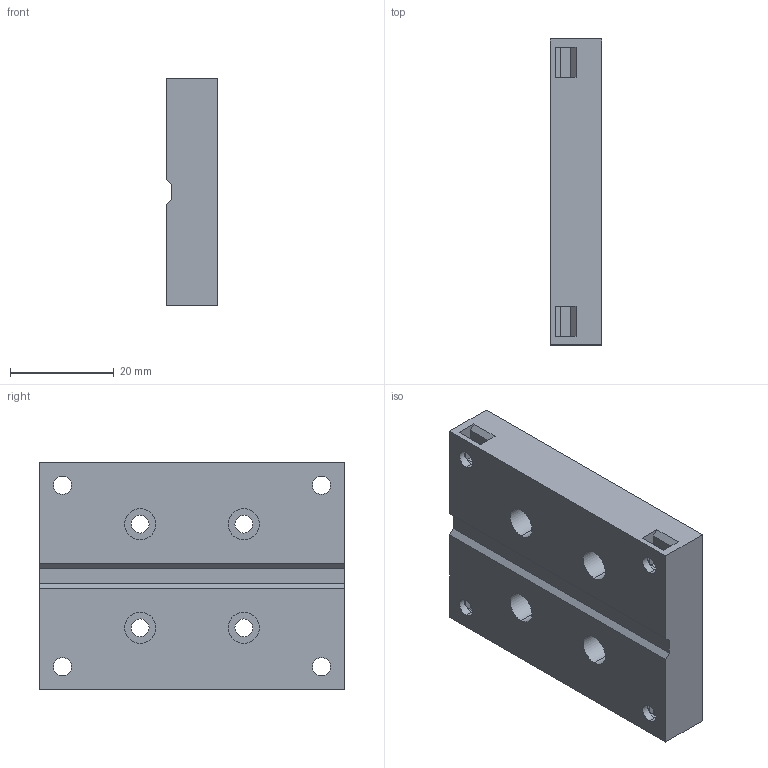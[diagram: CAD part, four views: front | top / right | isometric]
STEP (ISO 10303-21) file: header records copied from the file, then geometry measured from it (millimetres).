
FILE_DESCRIPTION (( 'STEP AP214' ), '1' );
FILE_NAME ('Mount Template.STEP', '2024-12-03T17:12:46', ( '' ), ( '' ), 'SwSTEP 2.0', 'SolidWorks 2024', '' );
FILE_SCHEMA (( 'AUTOMOTIVE_DESIGN' ));
Length unit declared in the file: millimetre
Products named in the file (1): Mount Template
Bounding box: 10 x 59 x 44 mm (x, y, z)
Volume: 24051.5 mm3; surface area: 8568.4 mm2
Topology: 1 solids, 1 shells, 118 faces, 312 edges, 200 vertices
Faces by surface type: plane 86, cylinder 32
Entity records: 3687 total; most frequent: CARTESIAN_POINT 631, ORIENTED_EDGE 624, DIRECTION 622, EDGE_CURVE 312, VECTOR 240, LINE 240, VERTEX_POINT 200, AXIS2_PLACEMENT_3D 191
